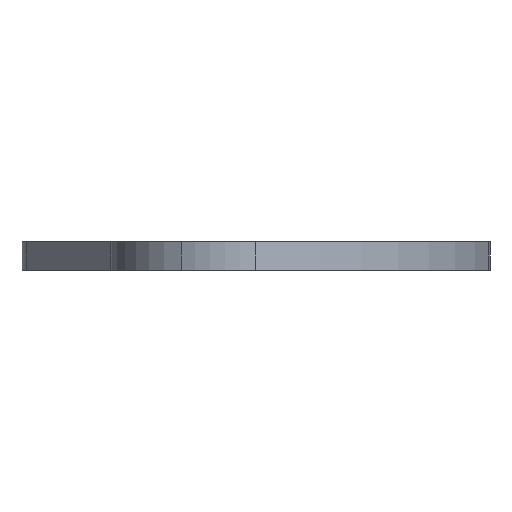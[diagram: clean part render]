
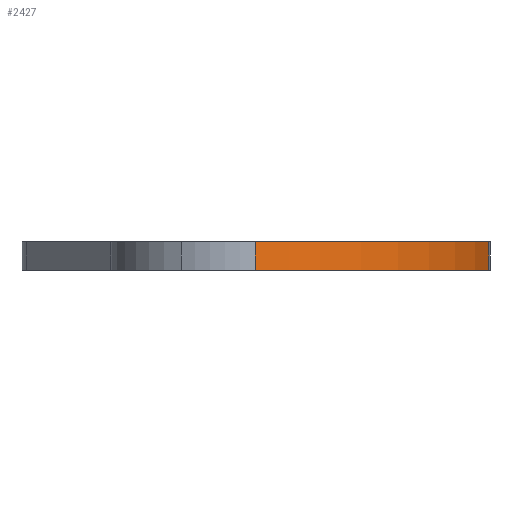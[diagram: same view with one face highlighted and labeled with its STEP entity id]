
A CAD part, front view. The second image highlights one B-rep face of the part: STEP entity #2427.
In plain terms, the highlighted free-form (B-spline) face has degree [4, 1] with [5, 2] control points.
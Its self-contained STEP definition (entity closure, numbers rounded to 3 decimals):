
#202 = CARTESIAN_POINT ( 'NONE',  ( 3.283, -16.251, 0. ) ) ;
#477 = B_SPLINE_SURFACE_WITH_KNOTS ( 'NONE', 4, 1, ( 
 ( #1350, #1348 ),
 ( #1344, #1342 ),
 ( #1341, #1340 ),
 ( #1339, #1338 ),
 ( #1337, #1336 ) ),
 .UNSPECIFIED., .F., .F., .F.,
 ( 5, 5 ),
 ( 2, 2 ),
 ( -0.958, -0.06 ),
 ( 0., 1. ),
 .UNSPECIFIED. ) ;
#539 = FACE_OUTER_BOUND ( 'NONE', #1812, .T. ) ;
#1266 = DIRECTION ( 'NONE',  ( 0., 0., 1. ) ) ;
#1267 = CARTESIAN_POINT ( 'NONE',  ( 26.39, -3.138, 0. ) ) ;
#1269 = CARTESIAN_POINT ( 'NONE',  ( 3.283, -16.251, 0. ) ) ;
#1270 = CARTESIAN_POINT ( 'NONE',  ( 15.398, -12.816, 0. ) ) ;
#1271 = CARTESIAN_POINT ( 'NONE',  ( 36.052, 23.464, 0. ) ) ;
#1276 = CARTESIAN_POINT ( 'NONE',  ( 3.283, -16.251, 4. ) ) ;
#1277 = CARTESIAN_POINT ( 'NONE',  ( 33.468, 8.829, 0. ) ) ;
#1278 = DIRECTION ( 'NONE',  ( 0., 0., -1. ) ) ;
#1279 = CARTESIAN_POINT ( 'NONE',  ( 36.052, 23.464, 0. ) ) ;
#1280 = CARTESIAN_POINT ( 'NONE',  ( 3.283, -16.251, 4. ) ) ;
#1281 = CARTESIAN_POINT ( 'NONE',  ( 15.398, -12.816, 4. ) ) ;
#1282 = CARTESIAN_POINT ( 'NONE',  ( 36.052, 23.464, 4. ) ) ;
#1285 = CARTESIAN_POINT ( 'NONE',  ( 33.468, 8.829, 4. ) ) ;
#1286 = CARTESIAN_POINT ( 'NONE',  ( 26.39, -3.138, 4. ) ) ;
#1336 = CARTESIAN_POINT ( 'NONE',  ( 3.283, -16.251, 0. ) ) ;
#1337 = CARTESIAN_POINT ( 'NONE',  ( 3.283, -16.251, 4. ) ) ;
#1338 = CARTESIAN_POINT ( 'NONE',  ( 15.398, -12.816, 0. ) ) ;
#1339 = CARTESIAN_POINT ( 'NONE',  ( 15.398, -12.816, 4. ) ) ;
#1340 = CARTESIAN_POINT ( 'NONE',  ( 26.39, -3.138, 0. ) ) ;
#1341 = CARTESIAN_POINT ( 'NONE',  ( 26.39, -3.138, 4. ) ) ;
#1342 = CARTESIAN_POINT ( 'NONE',  ( 33.468, 8.829, 0. ) ) ;
#1344 = CARTESIAN_POINT ( 'NONE',  ( 33.468, 8.829, 4. ) ) ;
#1348 = CARTESIAN_POINT ( 'NONE',  ( 36.052, 23.464, 0. ) ) ;
#1350 = CARTESIAN_POINT ( 'NONE',  ( 36.052, 23.464, 4. ) ) ;
#1408 = CARTESIAN_POINT ( 'NONE',  ( 36.052, 23.464, 4. ) ) ;
#1409 = CARTESIAN_POINT ( 'NONE',  ( 3.283, -16.251, 4. ) ) ;
#1422 = CARTESIAN_POINT ( 'NONE',  ( 36.052, 23.464, 0. ) ) ;
#1666 = B_SPLINE_CURVE_WITH_KNOTS ( 'NONE', 4,
 ( #1282, #1285, #1286, #1281, #1280 ),
 .UNSPECIFIED., .F., .F.,
 ( 5, 5 ),
 ( -0.958, -0.06 ),
 .UNSPECIFIED. ) ;
#1668 = B_SPLINE_CURVE_WITH_KNOTS ( 'NONE', 4,
 ( #1279, #1277, #1267, #1270, #1269 ),
 .UNSPECIFIED., .F., .F.,
 ( 5, 5 ),
 ( -0.958, -0.06 ),
 .UNSPECIFIED. ) ;
#1762 = VERTEX_POINT ( 'NONE', #202 ) ;
#1812 = EDGE_LOOP ( 'NONE', ( #2361, #2362, #2363, #2364 ) ) ;
#2126 = EDGE_CURVE ( 'NONE', #2399, #2398, #1666, .T. ) ;
#2128 = EDGE_CURVE ( 'NONE', #2398, #1762, #2255, .T. ) ;
#2129 = EDGE_CURVE ( 'NONE', #2386, #1762, #1668, .T. ) ;
#2131 = EDGE_CURVE ( 'NONE', #2386, #2399, #2261, .T. ) ;
#2255 = LINE ( 'NONE', #1276, #2259 ) ;
#2259 = VECTOR ( 'NONE', #1278, 1000. ) ;
#2261 = LINE ( 'NONE', #1271, #2263 ) ;
#2263 = VECTOR ( 'NONE', #1266, 1000. ) ;
#2361 = ORIENTED_EDGE ( 'NONE', *, *, #2126, .T. ) ;
#2362 = ORIENTED_EDGE ( 'NONE', *, *, #2128, .T. ) ;
#2363 = ORIENTED_EDGE ( 'NONE', *, *, #2129, .F. ) ;
#2364 = ORIENTED_EDGE ( 'NONE', *, *, #2131, .T. ) ;
#2386 = VERTEX_POINT ( 'NONE', #1422 ) ;
#2398 = VERTEX_POINT ( 'NONE', #1409 ) ;
#2399 = VERTEX_POINT ( 'NONE', #1408 ) ;
#2427 = ADVANCED_FACE ( 'NONE', ( #539 ), #477, .T. ) ;
